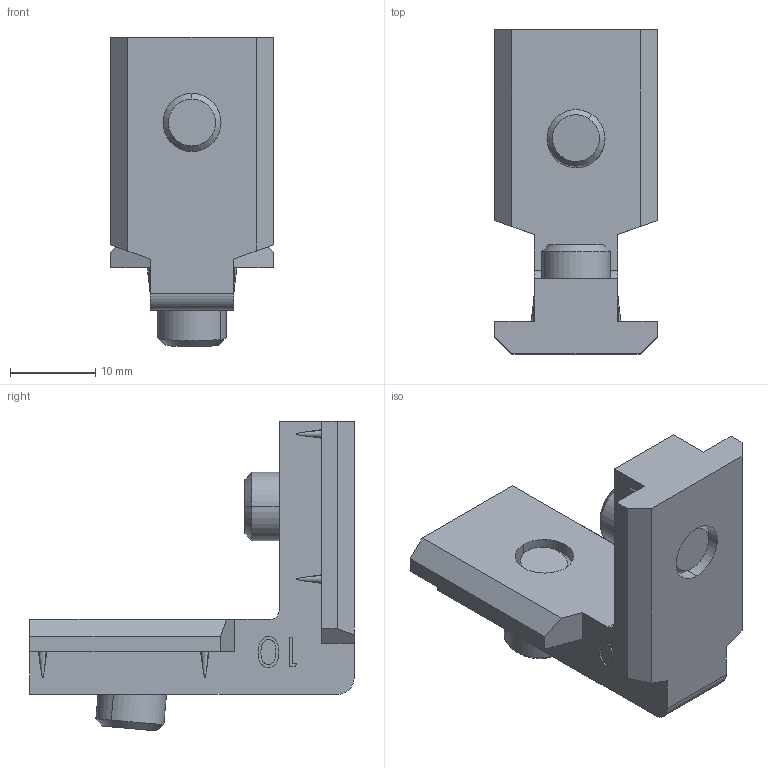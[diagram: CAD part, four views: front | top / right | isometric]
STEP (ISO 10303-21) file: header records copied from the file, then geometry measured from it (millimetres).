
FILE_DESCRIPTION (( 'STEP AP214' ), '1' );
FILE_NAME ('6261000', '2019-01-28T17:09:08', ( '' ), ('JUGARD+KÜNSTNER GmbH'), 'SwSTEP 2.0', 'SolidWorks 2017', '' );
FILE_SCHEMA (( 'AUTOMOTIVE_DESIGN' ));
Length unit declared in the file: millimetre
Products named in the file (3): 6261000; Part3; Part1
Assembly tree (3 placements, depth 2):
  6261000
    Part3
    Part1  x2
Bounding box: 19 x 38 x 36.28 mm (x, y, z)
Volume: 7151.1 mm3; surface area: 4433.2 mm2
Topology: 3 solids, 3 shells, 110 faces, 293 edges, 194 vertices
Faces by surface type: plane 71, cone 20, cylinder 10, bspline 9
Entity records: 4996 total; most frequent: CARTESIAN_POINT 1487, ORIENTED_EDGE 518, DIRECTION 443, EDGE_CURVE 259, VECTOR 187, LINE 187, VERTEX_POINT 172, AXIS2_PLACEMENT_3D 128
